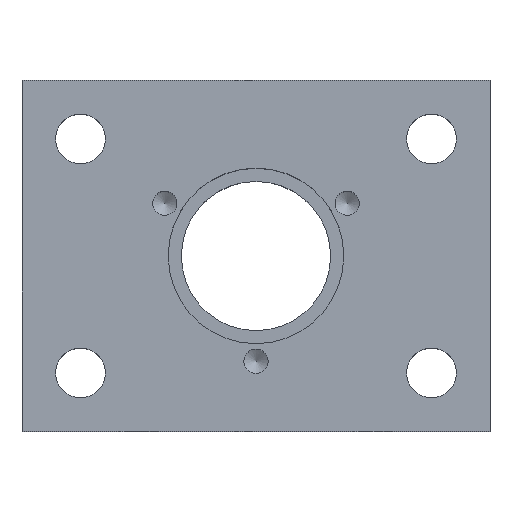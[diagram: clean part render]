
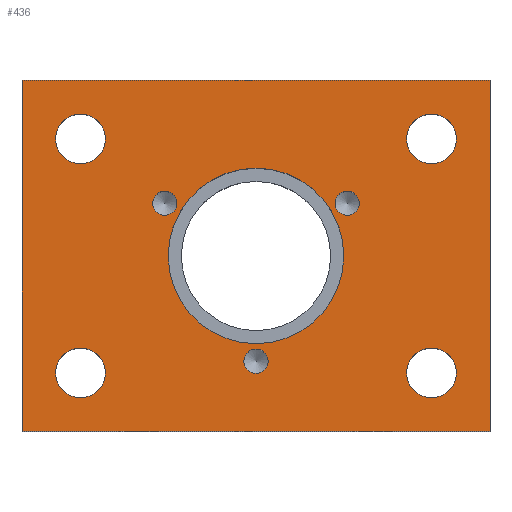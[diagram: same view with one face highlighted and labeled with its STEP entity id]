
A CAD part, top view. The second image highlights one B-rep face of the part: STEP entity #436.
In plain terms, the highlighted planar face has unit normal (0, 0, 1).
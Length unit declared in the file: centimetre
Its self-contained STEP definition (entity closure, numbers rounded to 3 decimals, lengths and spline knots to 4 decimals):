
#104=VECTOR('',#653,1.);
#108=VECTOR('',#658,1.);
#111=VECTOR('',#662,1.);
#114=VECTOR('',#666,1.);
#116=LINE('',#550,#104);
#120=LINE('',#559,#108);
#123=LINE('',#565,#111);
#126=LINE('',#571,#114);
#133=PLANE('',#481);
#151=CIRCLE('',#449,0.2067);
#153=CIRCLE('',#453,0.2067);
#155=CIRCLE('',#457,0.2067);
#157=CIRCLE('',#460,0.425);
#159=CIRCLE('',#463,0.425);
#161=CIRCLE('',#466,0.425);
#163=CIRCLE('',#469,0.425);
#165=CIRCLE('',#472,1.5);
#173=EDGE_CURVE('',#333,#333,#151,.T.);
#175=EDGE_CURVE('',#336,#336,#153,.T.);
#177=EDGE_CURVE('',#339,#339,#155,.T.);
#179=EDGE_CURVE('',#341,#341,#157,.T.);
#181=EDGE_CURVE('',#343,#343,#159,.T.);
#183=EDGE_CURVE('',#345,#345,#161,.T.);
#185=EDGE_CURVE('',#347,#347,#163,.T.);
#187=EDGE_CURVE('',#349,#349,#165,.T.);
#190=EDGE_CURVE('',#352,#353,#116,.T.);
#194=EDGE_CURVE('',#353,#356,#120,.T.);
#197=EDGE_CURVE('',#356,#358,#123,.T.);
#200=EDGE_CURVE('',#358,#352,#126,.T.);
#249=ORIENTED_EDGE('',*,*,#173,.T.);
#250=ORIENTED_EDGE('',*,*,#175,.T.);
#251=ORIENTED_EDGE('',*,*,#177,.T.);
#252=ORIENTED_EDGE('',*,*,#179,.T.);
#253=ORIENTED_EDGE('',*,*,#181,.T.);
#254=ORIENTED_EDGE('',*,*,#183,.T.);
#255=ORIENTED_EDGE('',*,*,#185,.T.);
#256=ORIENTED_EDGE('',*,*,#187,.T.);
#257=ORIENTED_EDGE('',*,*,#190,.F.);
#258=ORIENTED_EDGE('',*,*,#200,.F.);
#259=ORIENTED_EDGE('',*,*,#197,.F.);
#260=ORIENTED_EDGE('',*,*,#194,.F.);
#305=EDGE_LOOP('',(#249));
#306=EDGE_LOOP('',(#250));
#307=EDGE_LOOP('',(#251));
#308=EDGE_LOOP('',(#252));
#309=EDGE_LOOP('',(#253));
#310=EDGE_LOOP('',(#254));
#311=EDGE_LOOP('',(#255));
#312=EDGE_LOOP('',(#256));
#313=EDGE_LOOP('',(#257,#258,#259,#260));
#333=VERTEX_POINT('',#503);
#336=VERTEX_POINT('',#510);
#339=VERTEX_POINT('',#517);
#341=VERTEX_POINT('',#522);
#343=VERTEX_POINT('',#527);
#345=VERTEX_POINT('',#532);
#347=VERTEX_POINT('',#537);
#349=VERTEX_POINT('',#542);
#352=VERTEX_POINT('',#551);
#353=VERTEX_POINT('',#552);
#356=VERTEX_POINT('',#560);
#358=VERTEX_POINT('',#566);
#400=FACE_BOUND('',#305,.T.);
#401=FACE_BOUND('',#306,.T.);
#402=FACE_BOUND('',#307,.T.);
#403=FACE_BOUND('',#308,.T.);
#404=FACE_BOUND('',#309,.T.);
#405=FACE_BOUND('',#310,.T.);
#406=FACE_BOUND('',#311,.T.);
#407=FACE_BOUND('',#312,.T.);
#408=FACE_BOUND('',#313,.T.);
#436=ADVANCED_FACE('',(#400,#401,#402,#403,#404,#405,#406,#407,#408),#133,
 .T.);
#449=AXIS2_PLACEMENT_3D('',#502,#597,#598);
#453=AXIS2_PLACEMENT_3D('',#509,#605,#606);
#457=AXIS2_PLACEMENT_3D('',#516,#613,#614);
#460=AXIS2_PLACEMENT_3D('',#521,#619,#620);
#463=AXIS2_PLACEMENT_3D('',#526,#625,#626);
#466=AXIS2_PLACEMENT_3D('',#531,#631,#632);
#469=AXIS2_PLACEMENT_3D('',#536,#637,#638);
#472=AXIS2_PLACEMENT_3D('',#541,#643,#644);
#481=AXIS2_PLACEMENT_3D('',#573,#668,$);
#502=CARTESIAN_POINT('',(-1.5588,0.9,2.));
#503=CARTESIAN_POINT('',(-1.5588,1.1067,2.));
#509=CARTESIAN_POINT('',(1.5588,0.9,2.));
#510=CARTESIAN_POINT('',(1.5588,1.1067,2.));
#516=CARTESIAN_POINT('',(0.,-1.8,2.));
#517=CARTESIAN_POINT('',(0.,-1.5933,2.));
#521=CARTESIAN_POINT('',(-3.,-2.,2.));
#522=CARTESIAN_POINT('',(-3.,-1.575,2.));
#526=CARTESIAN_POINT('',(3.,-2.,2.));
#527=CARTESIAN_POINT('',(3.,-1.575,2.));
#531=CARTESIAN_POINT('',(3.,2.,2.));
#532=CARTESIAN_POINT('',(3.,2.425,2.));
#536=CARTESIAN_POINT('',(-3.,2.,2.));
#537=CARTESIAN_POINT('',(-3.,2.425,2.));
#541=CARTESIAN_POINT('',(0.,0.,2.));
#542=CARTESIAN_POINT('',(0.,1.5,2.));
#550=CARTESIAN_POINT('',(4.,3.,2.));
#551=CARTESIAN_POINT('',(-4.,3.,2.));
#552=CARTESIAN_POINT('',(4.,3.,2.));
#559=CARTESIAN_POINT('',(4.,-3.,2.));
#560=CARTESIAN_POINT('',(4.,-3.,2.));
#565=CARTESIAN_POINT('',(-4.,-3.,2.));
#566=CARTESIAN_POINT('',(-4.,-3.,2.));
#571=CARTESIAN_POINT('',(-4.,3.,2.));
#573=CARTESIAN_POINT('',(0.,0.,2.));
#597=DIRECTION('',(0.,0.,-1.));
#598=DIRECTION('',(0.,0.207,0.));
#605=DIRECTION('',(0.,0.,-1.));
#606=DIRECTION('',(0.,0.207,0.));
#613=DIRECTION('',(0.,0.,-1.));
#614=DIRECTION('',(0.,0.207,0.));
#619=DIRECTION('',(0.,0.,-1.));
#620=DIRECTION('',(0.,0.425,0.));
#625=DIRECTION('',(0.,0.,-1.));
#626=DIRECTION('',(0.,0.425,0.));
#631=DIRECTION('',(0.,0.,-1.));
#632=DIRECTION('',(0.,0.425,0.));
#637=DIRECTION('',(0.,0.,-1.));
#638=DIRECTION('',(0.,0.425,0.));
#643=DIRECTION('',(0.,0.,-1.));
#644=DIRECTION('',(0.,1.5,0.));
#653=DIRECTION('',(1.,0.,0.));
#658=DIRECTION('',(0.,-1.,0.));
#662=DIRECTION('',(-1.,0.,0.));
#666=DIRECTION('',(0.,1.,0.));
#668=DIRECTION('',(0.,0.,1.));
